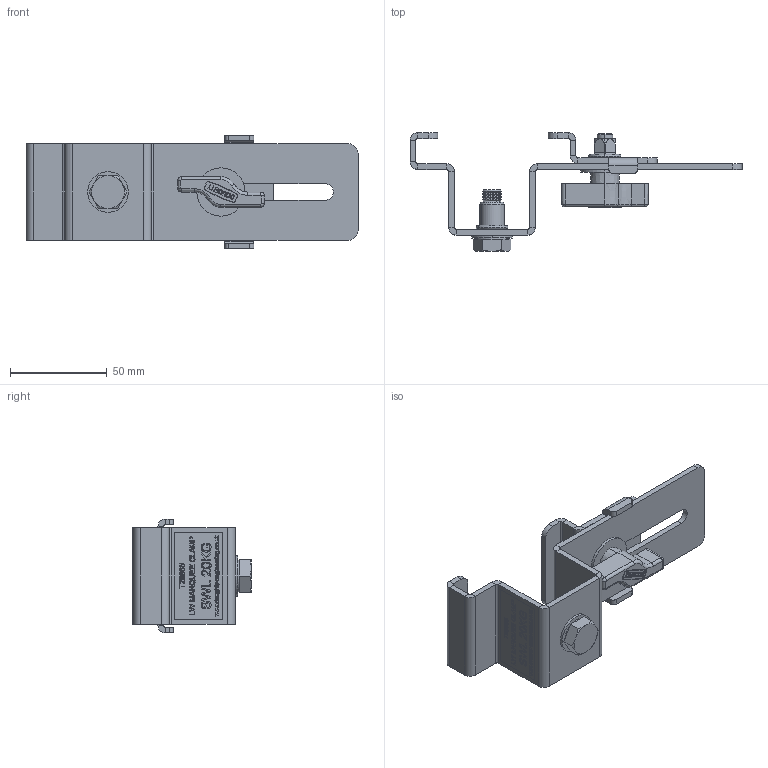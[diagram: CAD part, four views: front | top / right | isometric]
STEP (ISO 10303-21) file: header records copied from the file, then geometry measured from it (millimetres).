
FILE_DESCRIPTION (( 'STEP AP203' ), '1' );
FILE_NAME ('T28865.STEP', '2018-07-19T10:08:08', ( '' ), ( '' ), 'SwSTEP 2.0', 'SolidWorks 2016', '' );
FILE_SCHEMA (( 'CONFIG_CONTROL_DESIGN' ));
Length unit declared in the file: millimetre
Products named in the file (12): F2945; TH3347; Hex Screw GradeC_Doughty Fastners_ISO 4018 - M10 x 25-WS; TH3346; F2943_FITTED 3MM; T28865; TH3345; T28865_Label; Doughty Knob_S0130; TH3344; B Washer_Bright washer BS 4320 - M10 (Form B); PENNY WASHER_M8 x 25
Assembly tree (11 placements, depth 3):
  T28865
    TH3346
      TH3344
      F2945
    TH3347
      TH3345
      F2943_FITTED 3MM
    PENNY WASHER_M8 x 25
    Doughty Knob_S0130
    B Washer_Bright washer BS 4320 - M10 (Form B)
    Hex Screw GradeC_Doughty Fastners_ISO 4018 - M10 x 25-WS
    T28865_Label
Bounding box: 172 x 61.35 x 59 mm (x, y, z)
Volume: 61897.5 mm3; surface area: 46521.6 mm2
Topology: 9 solids, 9 shells, 1318 faces, 3388 edges, 2174 vertices
Faces by surface type: plane 688, bspline 323, cylinder 159, cone 93, torus 37, sphere 18
Entity records: 57163 total; most frequent: CARTESIAN_POINT 25731, ORIENTED_EDGE 6752, DIRECTION 5283, EDGE_CURVE 3376, VERTEX_POINT 2174, VECTOR 2151, LINE 2151, AXIS2_PLACEMENT_3D 1566
